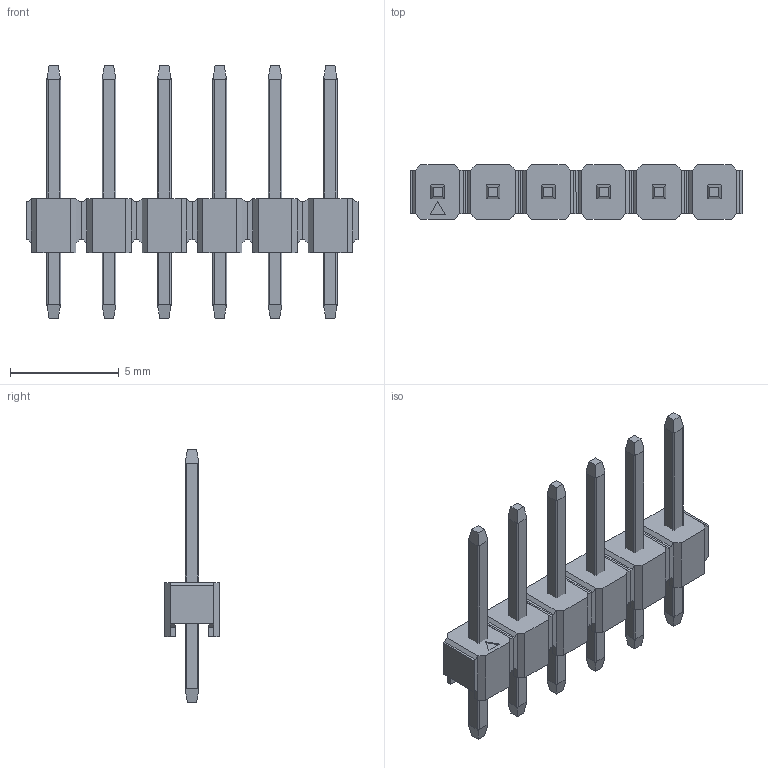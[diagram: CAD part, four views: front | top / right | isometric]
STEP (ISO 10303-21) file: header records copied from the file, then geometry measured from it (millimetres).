
FILE_DESCRIPTION (( 'STEP AP214' ), '1' );
FILE_NAME ('2.54_pin_header_1x6_yellow.STEP', '2025-02-16T11:43:36', ( '' ), ( '' ), 'SwSTEP 2.0', 'SolidWorks 2023', '' );
FILE_SCHEMA (( 'AUTOMOTIVE_DESIGN' ));
Length unit declared in the file: millimetre
Products named in the file (1): 2.54_pin_header_1x6_yellow
Bounding box: 15.24 x 2.5 x 11.6 mm (x, y, z)
Volume: 101.4 mm3; surface area: 381.7 mm2
Topology: 12 solids, 12 shells, 292 faces, 753 edges, 486 vertices
Faces by surface type: plane 268, cylinder 24
Entity records: 11967 total; most frequent: CARTESIAN_POINT 1820, ORIENTED_EDGE 1506, DIRECTION 1243, EDGE_CURVE 753, VECTOR 657, LINE 657, VERTEX_POINT 486, UNCERTAINTY_MEASURE_WITH_UNIT 305
